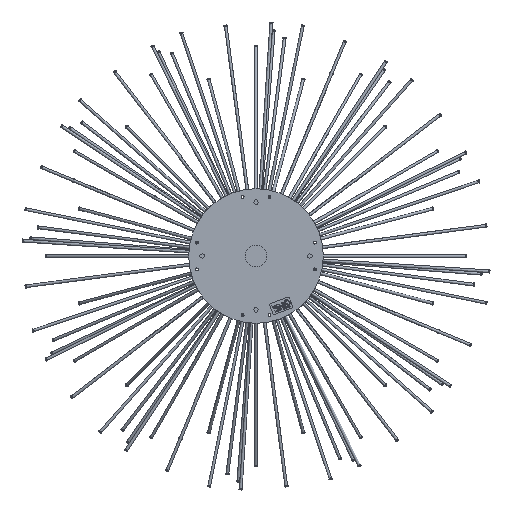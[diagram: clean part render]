
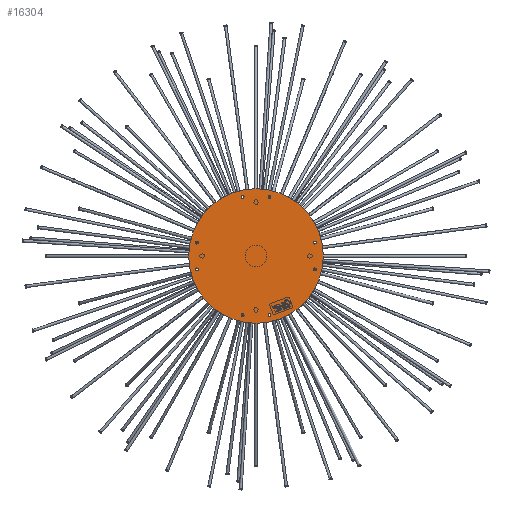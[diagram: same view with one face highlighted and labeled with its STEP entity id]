
A CAD part, front view. The second image highlights one B-rep face of the part: STEP entity #16304.
In plain terms, the highlighted planar face has unit normal (0, -1, 0).
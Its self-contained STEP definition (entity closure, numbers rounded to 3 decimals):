
#2543=PLANE('',#18567);
#3588=CIRCLE('',#18549,11.);
#3589=CIRCLE('',#18551,11.);
#3590=CIRCLE('',#18553,11.);
#3591=CIRCLE('',#18555,11.);
#3592=CIRCLE('',#18557,11.);
#3593=CIRCLE('',#18559,11.);
#3594=CIRCLE('',#18561,11.);
#3595=CIRCLE('',#18563,11.);
#3596=CIRCLE('',#18566,500.);
#4547=FACE_BOUND('',#8059,.T.);
#4548=FACE_BOUND('',#8060,.T.);
#4549=FACE_BOUND('',#8061,.T.);
#4550=FACE_BOUND('',#8062,.T.);
#4551=FACE_BOUND('',#8063,.T.);
#4552=FACE_BOUND('',#8064,.T.);
#4553=FACE_BOUND('',#8065,.T.);
#4554=FACE_BOUND('',#8066,.T.);
#5913=FACE_OUTER_BOUND('',#8058,.T.);
#8058=EDGE_LOOP('',(#14655));
#8059=EDGE_LOOP('',(#14656));
#8060=EDGE_LOOP('',(#14657));
#8061=EDGE_LOOP('',(#14658));
#8062=EDGE_LOOP('',(#14659));
#8063=EDGE_LOOP('',(#14660));
#8064=EDGE_LOOP('',(#14661));
#8065=EDGE_LOOP('',(#14662));
#8066=EDGE_LOOP('',(#14663));
#9579=VERTEX_POINT('',#29643);
#9580=VERTEX_POINT('',#29646);
#9581=VERTEX_POINT('',#29649);
#9582=VERTEX_POINT('',#29652);
#9583=VERTEX_POINT('',#29655);
#9584=VERTEX_POINT('',#29658);
#9585=VERTEX_POINT('',#29661);
#9586=VERTEX_POINT('',#29664);
#9587=VERTEX_POINT('',#29668);
#11271=EDGE_CURVE('',#9579,#9579,#3588,.T.);
#11272=EDGE_CURVE('',#9580,#9580,#3589,.T.);
#11273=EDGE_CURVE('',#9581,#9581,#3590,.T.);
#11274=EDGE_CURVE('',#9582,#9582,#3591,.T.);
#11275=EDGE_CURVE('',#9583,#9583,#3592,.T.);
#11276=EDGE_CURVE('',#9584,#9584,#3593,.T.);
#11277=EDGE_CURVE('',#9585,#9585,#3594,.T.);
#11278=EDGE_CURVE('',#9586,#9586,#3595,.T.);
#11279=EDGE_CURVE('',#9587,#9587,#3596,.T.);
#14655=ORIENTED_EDGE('',*,*,#11279,.T.);
#14656=ORIENTED_EDGE('',*,*,#11271,.T.);
#14657=ORIENTED_EDGE('',*,*,#11272,.T.);
#14658=ORIENTED_EDGE('',*,*,#11273,.T.);
#14659=ORIENTED_EDGE('',*,*,#11274,.T.);
#14660=ORIENTED_EDGE('',*,*,#11275,.T.);
#14661=ORIENTED_EDGE('',*,*,#11276,.T.);
#14662=ORIENTED_EDGE('',*,*,#11277,.T.);
#14663=ORIENTED_EDGE('',*,*,#11278,.T.);
#16304=ADVANCED_FACE('',(#5913,#4547,#4548,#4549,#4550,#4551,#4552,#4553,
#4554),#2543,.T.);
#18549=AXIS2_PLACEMENT_3D('',#29644,#23439,#23440);
#18551=AXIS2_PLACEMENT_3D('',#29647,#23443,#23444);
#18553=AXIS2_PLACEMENT_3D('',#29650,#23447,#23448);
#18555=AXIS2_PLACEMENT_3D('',#29653,#23451,#23452);
#18557=AXIS2_PLACEMENT_3D('',#29656,#23455,#23456);
#18559=AXIS2_PLACEMENT_3D('',#29659,#23459,#23460);
#18561=AXIS2_PLACEMENT_3D('',#29662,#23463,#23464);
#18563=AXIS2_PLACEMENT_3D('',#29665,#23467,#23468);
#18566=AXIS2_PLACEMENT_3D('',#29669,#23473,#23474);
#18567=AXIS2_PLACEMENT_3D('',#29670,#23475,#23476);
#23439=DIRECTION('center_axis',(0.,1.,0.));
#23440=DIRECTION('ref_axis',(-1.,0.,0.));
#23443=DIRECTION('center_axis',(0.,1.,0.));
#23444=DIRECTION('ref_axis',(-1.,0.,0.));
#23447=DIRECTION('center_axis',(0.,1.,0.));
#23448=DIRECTION('ref_axis',(-1.,0.,0.));
#23451=DIRECTION('center_axis',(0.,1.,0.));
#23452=DIRECTION('ref_axis',(-1.,0.,0.));
#23455=DIRECTION('center_axis',(0.,1.,0.));
#23456=DIRECTION('ref_axis',(-1.,0.,0.));
#23459=DIRECTION('center_axis',(0.,1.,0.));
#23460=DIRECTION('ref_axis',(-1.,0.,0.));
#23463=DIRECTION('center_axis',(0.,1.,0.));
#23464=DIRECTION('ref_axis',(-1.,0.,0.));
#23467=DIRECTION('center_axis',(0.,1.,0.));
#23468=DIRECTION('ref_axis',(-1.,0.,0.));
#23473=DIRECTION('center_axis',(0.,-1.,0.));
#23474=DIRECTION('ref_axis',(1.,0.,0.));
#23475=DIRECTION('center_axis',(0.,-1.,0.));
#23476=DIRECTION('ref_axis',(0.,0.,-1.));
#29643=CARTESIAN_POINT('',(449.748,0.,-100.));
#29644=CARTESIAN_POINT('Origin',(438.748,0.,-100.));
#29646=CARTESIAN_POINT('',(111.,0.,438.748));
#29647=CARTESIAN_POINT('Origin',(100.,0.,438.748));
#29649=CARTESIAN_POINT('',(-427.748,0.,100.));
#29650=CARTESIAN_POINT('Origin',(-438.748,0.,100.));
#29652=CARTESIAN_POINT('',(-89.,0.,-438.748));
#29653=CARTESIAN_POINT('Origin',(-100.,0.,-438.748));
#29655=CARTESIAN_POINT('',(111.,0.,-438.748));
#29656=CARTESIAN_POINT('Origin',(100.,0.,-438.748));
#29658=CARTESIAN_POINT('',(-427.748,0.,-100.));
#29659=CARTESIAN_POINT('Origin',(-438.748,0.,-100.));
#29661=CARTESIAN_POINT('',(-89.,0.,438.748));
#29662=CARTESIAN_POINT('Origin',(-100.,0.,438.748));
#29664=CARTESIAN_POINT('',(449.748,0.,100.));
#29665=CARTESIAN_POINT('Origin',(438.748,0.,100.));
#29668=CARTESIAN_POINT('',(500.,0.,0.));
#29669=CARTESIAN_POINT('Origin',(0.,0.,0.));
#29670=CARTESIAN_POINT('Origin',(0.,0.,0.));
